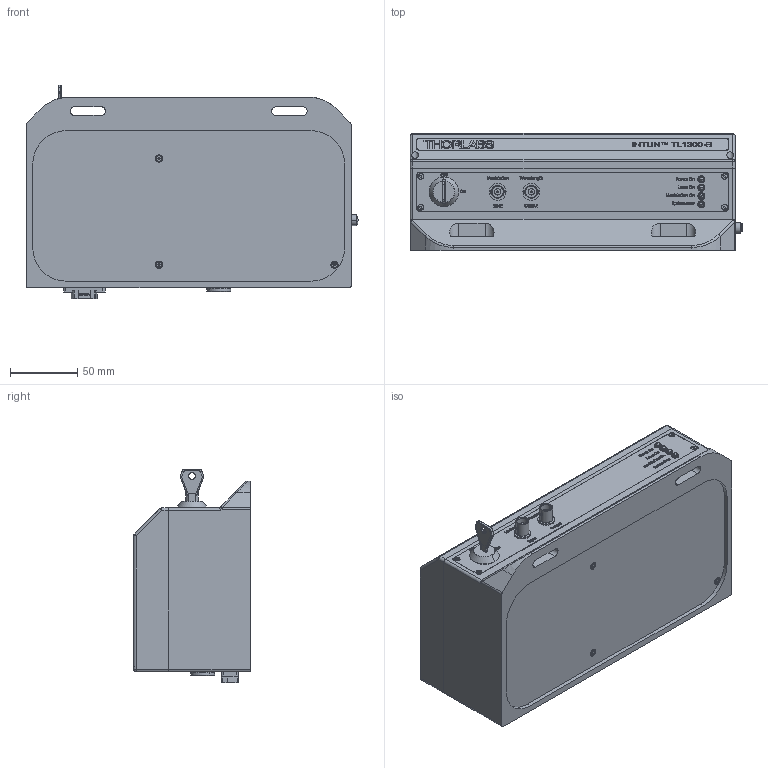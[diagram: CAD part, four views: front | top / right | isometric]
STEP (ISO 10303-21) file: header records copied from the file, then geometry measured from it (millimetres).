
FILE_DESCRIPTION (( 'STEP AP203' ), '1' );
FILE_NAME ('INTUN-TL1300-B.STEP', '2008-02-13T15:33:21', ( ' ' ), ( '' ), 'SwSTEP 2.0', 'SolidWorks 2007', '' );
FILE_SCHEMA (( 'CONFIG_CONTROL_DESIGN' ));
Products named in the file (1): INTUN-TL1300-B
Bounding box: 247 x 87 x 158.68 mm (x, y, z)
Surface area: 285766.2 mm2 (no closed solid volume)
Topology: 0 solids, 239 shells, 3235 faces, 9206 edges, 6499 vertices
Faces by surface type: plane 1793, cylinder 636, bspline 600, cone 133, torus 65, sphere 8
Entity records: 138826 total; most frequent: CARTESIAN_POINT 58703, ORIENTED_EDGE 17000, DIRECTION 14153, EDGE_CURVE 9166, VERTEX_POINT 6499, VECTOR 6057, LINE 6057, AXIS2_PLACEMENT_3D 4048
